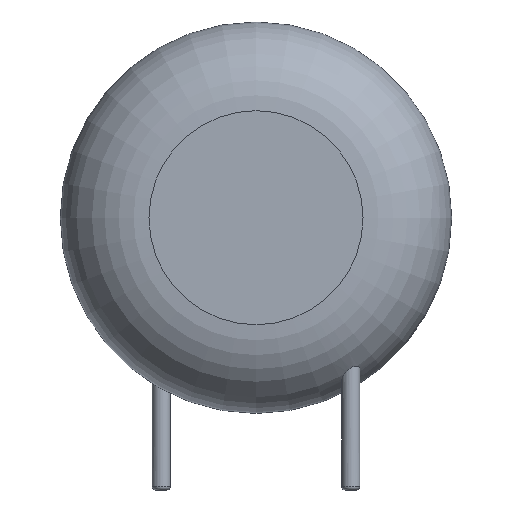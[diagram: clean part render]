
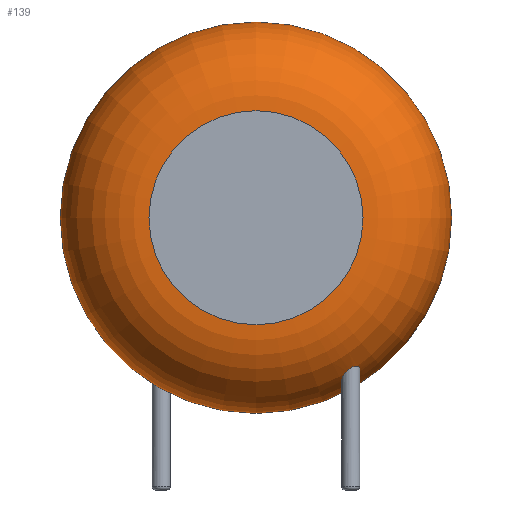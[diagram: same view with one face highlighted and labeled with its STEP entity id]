
A CAD part, front view. The second image highlights one B-rep face of the part: STEP entity #139.
In plain terms, the highlighted toroidal (fillet/blend) face has major radius 4.238 mm and minor radius 3.512 mm.
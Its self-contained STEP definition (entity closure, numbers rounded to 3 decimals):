
#24=VERTEX_POINT('',#25);
#25=CARTESIAN_POINT('',(11.5,-1.938,7.78));
#30=ORIENTED_EDGE('',*,*,#31,.T.);
#31=EDGE_CURVE('',#24,#24,#32,.T.);
#32=CIRCLE('',#33,7.75);
#33=AXIS2_PLACEMENT_3D('',#34,#35,#36);
#34=CARTESIAN_POINT('',(3.75,-1.938,7.78));
#35=DIRECTION('',(0.,-1.,0.));
#36=DIRECTION('',(1.,0.,0.));
#139=ADVANCED_FACE('',(#140,#156),#220,.T.);
#140=FACE_BOUND('',#141,.T.);
#141=EDGE_LOOP('',(#30,#142,#150,#155));
#142=ORIENTED_EDGE('',*,*,#143,.T.);
#143=EDGE_CURVE('',#24,#144,#146,.T.);
#144=VERTEX_POINT('',#145);
#145=CARTESIAN_POINT('',(7.988,-5.45,7.78));
#146=CIRCLE('',#147,3.512);
#147=AXIS2_PLACEMENT_3D('',#148,#149,#36);
#148=CARTESIAN_POINT('',(7.988,-1.938,7.78));
#149=DIRECTION('',(0.,0.,-1.));
#150=ORIENTED_EDGE('',*,*,#151,.F.);
#151=EDGE_CURVE('',#144,#144,#152,.T.);
#152=CIRCLE('',#153,4.238);
#153=AXIS2_PLACEMENT_3D('',#154,#35,#36);
#154=CARTESIAN_POINT('',(3.75,-5.45,7.78));
#155=ORIENTED_EDGE('',*,*,#143,.F.);
#156=FACE_BOUND('',#157,.T.);
#157=EDGE_LOOP('',(#158,#169));
#158=ORIENTED_EDGE('',*,*,#159,.T.);
#159=EDGE_CURVE('',#160,#162,#164,.T.);
#160=VERTEX_POINT('',#161);
#161=CARTESIAN_POINT('',(7.86,-3.7,1.776));
#162=VERTEX_POINT('',#163);
#163=CARTESIAN_POINT('',(7.791,-3.487,1.593));
#164=B_SPLINE_CURVE_WITH_KNOTS('',5,(#161,#165,#166,#167,#168,#163),.UNSPECIFIED.,.F.,.F.,(6,6),(0.,1.),.PIECEWISE_BEZIER_KNOTS.);
#165=CARTESIAN_POINT('',(7.86,-3.654,1.744));
#166=CARTESIAN_POINT('',(7.853,-3.608,1.708));
#167=CARTESIAN_POINT('',(7.838,-3.565,1.67));
#168=CARTESIAN_POINT('',(7.817,-3.524,1.632));
#169=ORIENTED_EDGE('',*,*,#170,.T.);
#170=EDGE_CURVE('',#162,#160,#171,.T.);
#171=B_SPLINE_CURVE_WITH_KNOTS('',7,(#163,#172,#173,#174,#175,#176,#177,#178,#179,#180,#181,#182,#183,#184,#185,#186,#187,#188,#189,#190,#191,#192,#193,#194,#195,#196,#197,#198,#199,#200,#201,#202,#203,#204,#205,#206,#207,#208,#209,#210,#211,#212,#213,#214,#215,#216,#217,#218,#219,#161),.UNSPECIFIED.,.F.,.F.,(8,6,6,6,6,6,6,6,8),(0.,0.176,0.312,0.402,0.448,0.584,0.751,0.923,1.),.UNSPECIFIED.);
#172=CARTESIAN_POINT('',(7.762,-3.449,1.551));
#173=CARTESIAN_POINT('',(7.727,-3.414,1.51));
#174=CARTESIAN_POINT('',(7.687,-3.385,1.468));
#175=CARTESIAN_POINT('',(7.642,-3.361,1.428));
#176=CARTESIAN_POINT('',(7.593,-3.346,1.391));
#177=CARTESIAN_POINT('',(7.541,-3.338,1.356));
#178=CARTESIAN_POINT('',(7.447,-3.342,1.304));
#179=CARTESIAN_POINT('',(7.406,-3.348,1.283));
#180=CARTESIAN_POINT('',(7.365,-3.361,1.267));
#181=CARTESIAN_POINT('',(7.326,-3.379,1.255));
#182=CARTESIAN_POINT('',(7.29,-3.403,1.247));
#183=CARTESIAN_POINT('',(7.257,-3.431,1.245));
#184=CARTESIAN_POINT('',(7.211,-3.483,1.249));
#185=CARTESIAN_POINT('',(7.195,-3.505,1.252));
#186=CARTESIAN_POINT('',(7.181,-3.529,1.258));
#187=CARTESIAN_POINT('',(7.169,-3.554,1.266));
#188=CARTESIAN_POINT('',(7.159,-3.579,1.276));
#189=CARTESIAN_POINT('',(7.152,-3.604,1.288));
#190=CARTESIAN_POINT('',(7.144,-3.643,1.308));
#191=CARTESIAN_POINT('',(7.142,-3.656,1.315));
#192=CARTESIAN_POINT('',(7.141,-3.669,1.322));
#193=CARTESIAN_POINT('',(7.14,-3.682,1.33));
#194=CARTESIAN_POINT('',(7.14,-3.695,1.339));
#195=CARTESIAN_POINT('',(7.14,-3.708,1.347));
#196=CARTESIAN_POINT('',(7.143,-3.759,1.383));
#197=CARTESIAN_POINT('',(7.15,-3.796,1.412));
#198=CARTESIAN_POINT('',(7.161,-3.832,1.444));
#199=CARTESIAN_POINT('',(7.176,-3.866,1.477));
#200=CARTESIAN_POINT('',(7.195,-3.898,1.512));
#201=CARTESIAN_POINT('',(7.218,-3.926,1.547));
#202=CARTESIAN_POINT('',(7.275,-3.984,1.625));
#203=CARTESIAN_POINT('',(7.311,-4.012,1.669));
#204=CARTESIAN_POINT('',(7.351,-4.034,1.712));
#205=CARTESIAN_POINT('',(7.395,-4.051,1.753));
#206=CARTESIAN_POINT('',(7.443,-4.061,1.791));
#207=CARTESIAN_POINT('',(7.492,-4.063,1.824));
#208=CARTESIAN_POINT('',(7.593,-4.052,1.878));
#209=CARTESIAN_POINT('',(7.645,-4.037,1.899));
#210=CARTESIAN_POINT('',(7.695,-4.012,1.91));
#211=CARTESIAN_POINT('',(7.74,-3.979,1.911));
#212=CARTESIAN_POINT('',(7.777,-3.94,1.903));
#213=CARTESIAN_POINT('',(7.806,-3.896,1.887));
#214=CARTESIAN_POINT('',(7.837,-3.829,1.855));
#215=CARTESIAN_POINT('',(7.845,-3.808,1.844));
#216=CARTESIAN_POINT('',(7.851,-3.786,1.832));
#217=CARTESIAN_POINT('',(7.855,-3.765,1.819));
#218=CARTESIAN_POINT('',(7.858,-3.743,1.806));
#219=CARTESIAN_POINT('',(7.86,-3.722,1.791));
#220=TOROIDAL_SURFACE('',#33,4.238,3.512);
